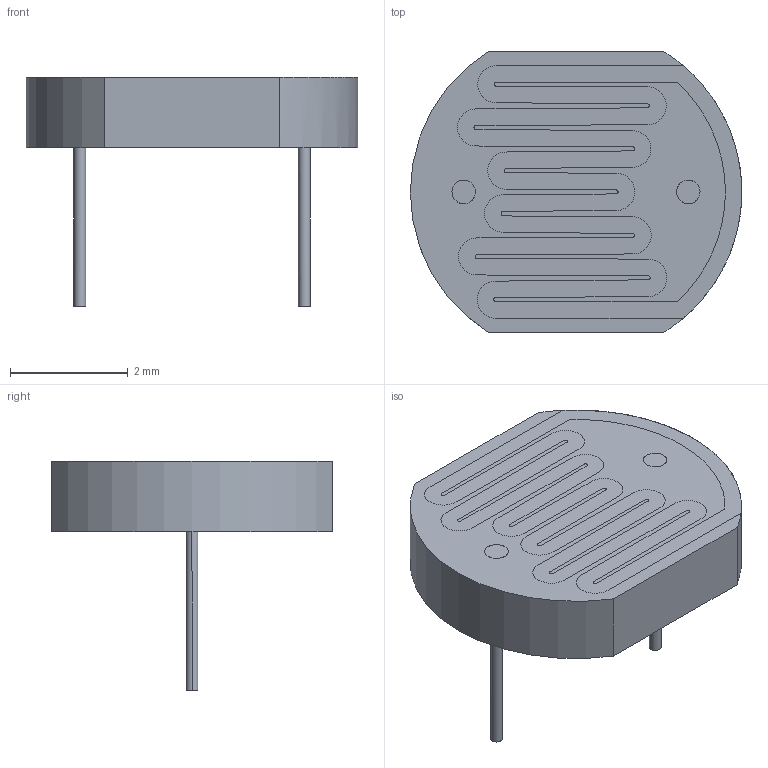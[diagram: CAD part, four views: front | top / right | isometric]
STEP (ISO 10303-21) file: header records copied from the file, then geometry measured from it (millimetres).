
FILE_DESCRIPTION(('FreeCAD Model'),'2;1');
FILE_NAME('R_photo.step','2016-02-29T16:16:43',(''),(''), 'Open CASCADE STEP processor 6.8','FreeCAD','Unknown');
FILE_SCHEMA(('AUTOMOTIVE_DESIGN_CC2 { 1 2 10303 214 -1 1 5 4 }'));
Length unit declared in the file: millimetre
Products named in the file (2): ASSEMBLY; R_photo
Assembly tree (1 placements, depth 2):
  ASSEMBLY
    R_photo
Bounding box: 5.62 x 4.78 x 3.89 mm (x, y, z)
Volume: 27.7 mm3; surface area: 71.3 mm2
Topology: 1 solids, 3 shells, 86 faces, 920 edges, 845 vertices
Faces by surface type: plane 61, bspline 14, cylinder 11
Entity records: 23923 total; most frequent: CARTESIAN_POINT 6681, DIRECTION 2721, LINE 2464, VECTOR 2464, ORIENTED_EDGE 1840, PCURVE 1840, DEFINITIONAL_REPRESENTATION 1840, EDGE_CURVE 920
